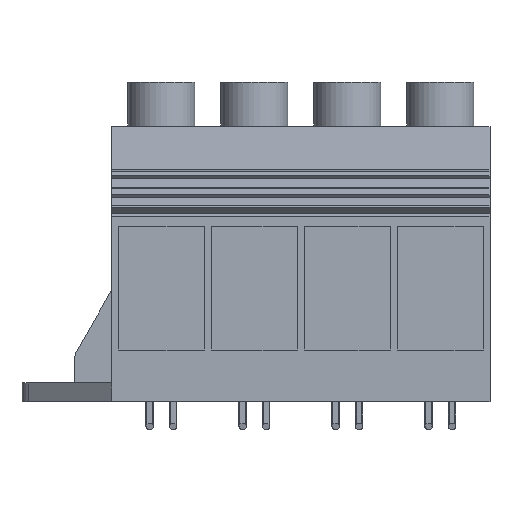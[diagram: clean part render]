
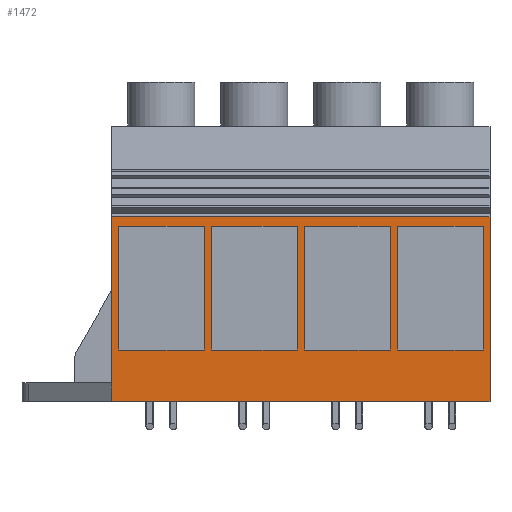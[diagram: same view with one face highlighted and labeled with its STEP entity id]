
A CAD part, top view. The second image highlights one B-rep face of the part: STEP entity #1472.
In plain terms, the highlighted planar face has unit normal (0, 0, 1).
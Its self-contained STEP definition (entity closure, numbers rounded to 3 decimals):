
#1301=AXIS2_PLACEMENT_3D('Plane Axis2P3D',#1298,#1299,#1300) ;
#448=CARTESIAN_POINT('Vertex',(14.5,7.5,31.)) ;
#451=CARTESIAN_POINT('Line Origine',(14.5,20.9,31.)) ;
#455=CARTESIAN_POINT('Vertex',(14.5,34.3,31.)) ;
#1298=CARTESIAN_POINT('Axis2P3D Location',(14.5,4.5,31.)) ;
#1303=CARTESIAN_POINT('Line Origine',(14.5,6.,31.)) ;
#1307=CARTESIAN_POINT('Vertex',(14.5,4.5,31.)) ;
#1310=CARTESIAN_POINT('Line Origine',(45.,4.5,31.)) ;
#1314=CARTESIAN_POINT('Vertex',(75.5,4.5,31.)) ;
#1317=CARTESIAN_POINT('Line Origine',(75.5,19.4,31.)) ;
#1321=CARTESIAN_POINT('Vertex',(75.5,34.3,31.)) ;
#1324=CARTESIAN_POINT('Line Origine',(45.,34.3,31.)) ;
#1336=CARTESIAN_POINT('Line Origine',(15.6,22.8,31.)) ;
#1340=CARTESIAN_POINT('Vertex',(15.6,12.8,31.)) ;
#1342=CARTESIAN_POINT('Vertex',(15.6,32.8,31.)) ;
#1345=CARTESIAN_POINT('Line Origine',(22.5,32.8,31.)) ;
#1349=CARTESIAN_POINT('Vertex',(29.4,32.8,31.)) ;
#1352=CARTESIAN_POINT('Line Origine',(29.4,22.8,31.)) ;
#1356=CARTESIAN_POINT('Vertex',(29.4,12.8,31.)) ;
#1359=CARTESIAN_POINT('Line Origine',(22.5,12.8,31.)) ;
#1370=CARTESIAN_POINT('Line Origine',(44.4,22.8,31.)) ;
#1374=CARTESIAN_POINT('Vertex',(44.4,32.8,31.)) ;
#1376=CARTESIAN_POINT('Vertex',(44.4,12.8,31.)) ;
#1379=CARTESIAN_POINT('Line Origine',(37.5,12.8,31.)) ;
#1383=CARTESIAN_POINT('Vertex',(30.6,12.8,31.)) ;
#1386=CARTESIAN_POINT('Line Origine',(30.6,22.8,31.)) ;
#1390=CARTESIAN_POINT('Vertex',(30.6,32.8,31.)) ;
#1393=CARTESIAN_POINT('Line Origine',(37.5,32.8,31.)) ;
#1404=CARTESIAN_POINT('Line Origine',(59.4,22.8,31.)) ;
#1408=CARTESIAN_POINT('Vertex',(59.4,32.8,31.)) ;
#1410=CARTESIAN_POINT('Vertex',(59.4,12.8,31.)) ;
#1413=CARTESIAN_POINT('Line Origine',(52.5,12.8,31.)) ;
#1417=CARTESIAN_POINT('Vertex',(45.6,12.8,31.)) ;
#1420=CARTESIAN_POINT('Line Origine',(45.6,22.8,31.)) ;
#1424=CARTESIAN_POINT('Vertex',(45.6,32.8,31.)) ;
#1427=CARTESIAN_POINT('Line Origine',(52.5,32.8,31.)) ;
#1438=CARTESIAN_POINT('Line Origine',(74.4,22.8,31.)) ;
#1442=CARTESIAN_POINT('Vertex',(74.4,32.8,31.)) ;
#1444=CARTESIAN_POINT('Vertex',(74.4,12.8,31.)) ;
#1447=CARTESIAN_POINT('Line Origine',(67.5,12.8,31.)) ;
#1451=CARTESIAN_POINT('Vertex',(60.6,12.8,31.)) ;
#1454=CARTESIAN_POINT('Line Origine',(60.6,22.8,31.)) ;
#1458=CARTESIAN_POINT('Vertex',(60.6,32.8,31.)) ;
#1461=CARTESIAN_POINT('Line Origine',(67.5,32.8,31.)) ;
#452=DIRECTION('Vector Direction',(0.,1.,0.)) ;
#1299=DIRECTION('Axis2P3D Direction',(0.,0.,-1.)) ;
#1300=DIRECTION('Axis2P3D XDirection',(0.,1.,0.)) ;
#1304=DIRECTION('Vector Direction',(0.,1.,0.)) ;
#1311=DIRECTION('Vector Direction',(1.,0.,0.)) ;
#1318=DIRECTION('Vector Direction',(0.,1.,0.)) ;
#1325=DIRECTION('Vector Direction',(1.,0.,0.)) ;
#1337=DIRECTION('Vector Direction',(0.,1.,0.)) ;
#1346=DIRECTION('Vector Direction',(1.,0.,0.)) ;
#1353=DIRECTION('Vector Direction',(0.,1.,0.)) ;
#1360=DIRECTION('Vector Direction',(1.,0.,0.)) ;
#1371=DIRECTION('Vector Direction',(0.,1.,0.)) ;
#1380=DIRECTION('Vector Direction',(1.,0.,0.)) ;
#1387=DIRECTION('Vector Direction',(0.,1.,0.)) ;
#1394=DIRECTION('Vector Direction',(1.,0.,0.)) ;
#1405=DIRECTION('Vector Direction',(0.,1.,0.)) ;
#1414=DIRECTION('Vector Direction',(1.,0.,0.)) ;
#1421=DIRECTION('Vector Direction',(0.,1.,0.)) ;
#1428=DIRECTION('Vector Direction',(1.,0.,0.)) ;
#1439=DIRECTION('Vector Direction',(0.,1.,0.)) ;
#1448=DIRECTION('Vector Direction',(1.,0.,0.)) ;
#1455=DIRECTION('Vector Direction',(0.,1.,0.)) ;
#1462=DIRECTION('Vector Direction',(1.,0.,0.)) ;
#453=VECTOR('Line Direction',#452,1.) ;
#1305=VECTOR('Line Direction',#1304,1.) ;
#1312=VECTOR('Line Direction',#1311,1.) ;
#1319=VECTOR('Line Direction',#1318,1.) ;
#1326=VECTOR('Line Direction',#1325,1.) ;
#1338=VECTOR('Line Direction',#1337,1.) ;
#1347=VECTOR('Line Direction',#1346,1.) ;
#1354=VECTOR('Line Direction',#1353,1.) ;
#1361=VECTOR('Line Direction',#1360,1.) ;
#1372=VECTOR('Line Direction',#1371,1.) ;
#1381=VECTOR('Line Direction',#1380,1.) ;
#1388=VECTOR('Line Direction',#1387,1.) ;
#1395=VECTOR('Line Direction',#1394,1.) ;
#1406=VECTOR('Line Direction',#1405,1.) ;
#1415=VECTOR('Line Direction',#1414,1.) ;
#1422=VECTOR('Line Direction',#1421,1.) ;
#1429=VECTOR('Line Direction',#1428,1.) ;
#1440=VECTOR('Line Direction',#1439,1.) ;
#1449=VECTOR('Line Direction',#1448,1.) ;
#1456=VECTOR('Line Direction',#1455,1.) ;
#1463=VECTOR('Line Direction',#1462,1.) ;
#1330=ORIENTED_EDGE('',*,*,#457,.F.) ;
#1331=ORIENTED_EDGE('',*,*,#1309,.T.) ;
#1332=ORIENTED_EDGE('',*,*,#1316,.T.) ;
#1333=ORIENTED_EDGE('',*,*,#1323,.T.) ;
#1334=ORIENTED_EDGE('',*,*,#1328,.F.) ;
#1365=ORIENTED_EDGE('',*,*,#1344,.T.) ;
#1366=ORIENTED_EDGE('',*,*,#1351,.T.) ;
#1367=ORIENTED_EDGE('',*,*,#1358,.T.) ;
#1368=ORIENTED_EDGE('',*,*,#1363,.T.) ;
#1399=ORIENTED_EDGE('',*,*,#1378,.T.) ;
#1400=ORIENTED_EDGE('',*,*,#1385,.T.) ;
#1401=ORIENTED_EDGE('',*,*,#1392,.T.) ;
#1402=ORIENTED_EDGE('',*,*,#1397,.T.) ;
#1433=ORIENTED_EDGE('',*,*,#1412,.T.) ;
#1434=ORIENTED_EDGE('',*,*,#1419,.T.) ;
#1435=ORIENTED_EDGE('',*,*,#1426,.T.) ;
#1436=ORIENTED_EDGE('',*,*,#1431,.T.) ;
#1467=ORIENTED_EDGE('',*,*,#1446,.T.) ;
#1468=ORIENTED_EDGE('',*,*,#1453,.T.) ;
#1469=ORIENTED_EDGE('',*,*,#1460,.T.) ;
#1470=ORIENTED_EDGE('',*,*,#1465,.T.) ;
#1369=FACE_BOUND('',#1364,.T.) ;
#1403=FACE_BOUND('',#1398,.T.) ;
#1437=FACE_BOUND('',#1432,.T.) ;
#1471=FACE_BOUND('',#1466,.T.) ;
#1472=ADVANCED_FACE('HOUSING',(#1335,#1369,#1403,#1437,#1471),#1302,.F.) ;
#457=EDGE_CURVE('',#449,#456,#454,.T.) ;
#1309=EDGE_CURVE('',#449,#1308,#1306,.F.) ;
#1316=EDGE_CURVE('',#1308,#1315,#1313,.T.) ;
#1323=EDGE_CURVE('',#1315,#1322,#1320,.T.) ;
#1328=EDGE_CURVE('',#456,#1322,#1327,.T.) ;
#1344=EDGE_CURVE('',#1341,#1343,#1339,.T.) ;
#1351=EDGE_CURVE('',#1343,#1350,#1348,.T.) ;
#1358=EDGE_CURVE('',#1350,#1357,#1355,.F.) ;
#1363=EDGE_CURVE('',#1357,#1341,#1362,.F.) ;
#1378=EDGE_CURVE('',#1375,#1377,#1373,.F.) ;
#1385=EDGE_CURVE('',#1377,#1384,#1382,.F.) ;
#1392=EDGE_CURVE('',#1384,#1391,#1389,.T.) ;
#1397=EDGE_CURVE('',#1391,#1375,#1396,.T.) ;
#1412=EDGE_CURVE('',#1409,#1411,#1407,.F.) ;
#1419=EDGE_CURVE('',#1411,#1418,#1416,.F.) ;
#1426=EDGE_CURVE('',#1418,#1425,#1423,.T.) ;
#1431=EDGE_CURVE('',#1425,#1409,#1430,.T.) ;
#1446=EDGE_CURVE('',#1443,#1445,#1441,.F.) ;
#1453=EDGE_CURVE('',#1445,#1452,#1450,.F.) ;
#1460=EDGE_CURVE('',#1452,#1459,#1457,.T.) ;
#1465=EDGE_CURVE('',#1459,#1443,#1464,.T.) ;
#1329=EDGE_LOOP('',(#1330,#1331,#1332,#1333,#1334)) ;
#1364=EDGE_LOOP('',(#1365,#1366,#1367,#1368)) ;
#1398=EDGE_LOOP('',(#1399,#1400,#1401,#1402)) ;
#1432=EDGE_LOOP('',(#1433,#1434,#1435,#1436)) ;
#1466=EDGE_LOOP('',(#1467,#1468,#1469,#1470)) ;
#1335=FACE_OUTER_BOUND('',#1329,.T.) ;
#454=LINE('Line',#451,#453) ;
#1306=LINE('Line',#1303,#1305) ;
#1313=LINE('Line',#1310,#1312) ;
#1320=LINE('Line',#1317,#1319) ;
#1327=LINE('Line',#1324,#1326) ;
#1339=LINE('Line',#1336,#1338) ;
#1348=LINE('Line',#1345,#1347) ;
#1355=LINE('Line',#1352,#1354) ;
#1362=LINE('Line',#1359,#1361) ;
#1373=LINE('Line',#1370,#1372) ;
#1382=LINE('Line',#1379,#1381) ;
#1389=LINE('Line',#1386,#1388) ;
#1396=LINE('Line',#1393,#1395) ;
#1407=LINE('Line',#1404,#1406) ;
#1416=LINE('Line',#1413,#1415) ;
#1423=LINE('Line',#1420,#1422) ;
#1430=LINE('Line',#1427,#1429) ;
#1441=LINE('Line',#1438,#1440) ;
#1450=LINE('Line',#1447,#1449) ;
#1457=LINE('Line',#1454,#1456) ;
#1464=LINE('Line',#1461,#1463) ;
#1302=PLANE('',#1301) ;
#449=VERTEX_POINT('',#448) ;
#456=VERTEX_POINT('',#455) ;
#1308=VERTEX_POINT('',#1307) ;
#1315=VERTEX_POINT('',#1314) ;
#1322=VERTEX_POINT('',#1321) ;
#1341=VERTEX_POINT('',#1340) ;
#1343=VERTEX_POINT('',#1342) ;
#1350=VERTEX_POINT('',#1349) ;
#1357=VERTEX_POINT('',#1356) ;
#1375=VERTEX_POINT('',#1374) ;
#1377=VERTEX_POINT('',#1376) ;
#1384=VERTEX_POINT('',#1383) ;
#1391=VERTEX_POINT('',#1390) ;
#1409=VERTEX_POINT('',#1408) ;
#1411=VERTEX_POINT('',#1410) ;
#1418=VERTEX_POINT('',#1417) ;
#1425=VERTEX_POINT('',#1424) ;
#1443=VERTEX_POINT('',#1442) ;
#1445=VERTEX_POINT('',#1444) ;
#1452=VERTEX_POINT('',#1451) ;
#1459=VERTEX_POINT('',#1458) ;
